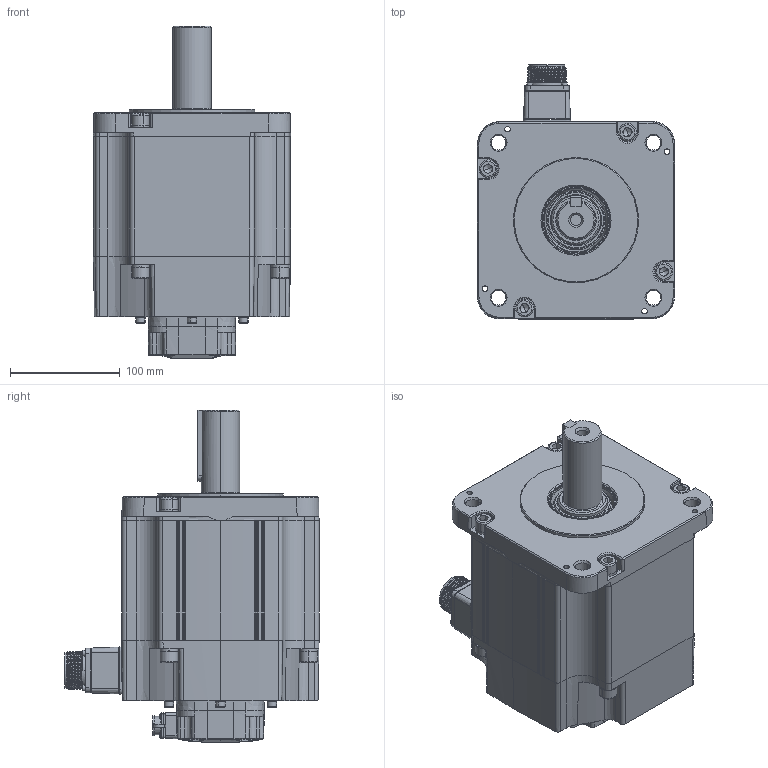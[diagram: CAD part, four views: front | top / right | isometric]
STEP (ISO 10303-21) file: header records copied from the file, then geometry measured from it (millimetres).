
FILE_DESCRIPTION (( 'STEP AP214' ), '1' );
FILE_NAME ('12700000281.STEP', '2021-02-02T10:52:37', ( '' ), ( '' ), 'SwSTEP 2.0', 'SolidWorks 2018', '' );
FILE_SCHEMA (( 'AUTOMOTIVE_DESIGN' ));
Length unit declared in the file: millimetre
Products named in the file (1): 12700000281
Bounding box: 180 x 231.9 x 303 mm (x, y, z)
Surface area: 271086.9 mm2 (no closed solid volume)
Topology: 0 solids, 68 shells, 989 faces, 3873 edges, 2886 vertices
Faces by surface type: plane 346, cylinder 337, cone 142, bspline 75, torus 68, sphere 21
Entity records: 57162 total; most frequent: CARTESIAN_POINT 15236, DIRECTION 6309, ORIENTED_EDGE 5897, EDGE_CURVE 3833, VERTEX_POINT 2885, AXIS2_PLACEMENT_3D 2227, VECTOR 1855, LINE 1855
